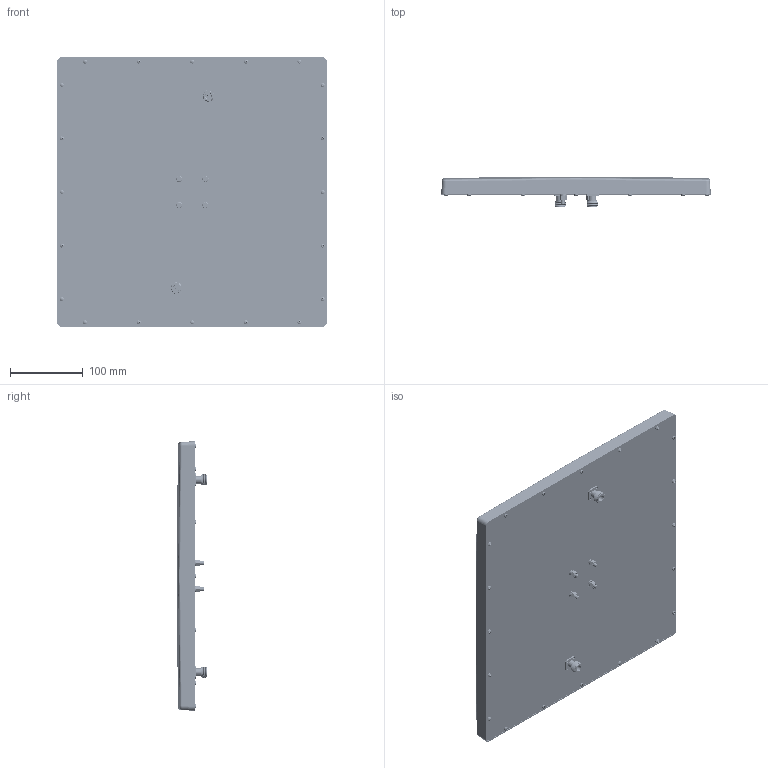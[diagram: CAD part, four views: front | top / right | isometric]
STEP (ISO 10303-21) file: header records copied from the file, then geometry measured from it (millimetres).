
FILE_DESCRIPTION (( 'STEP AP214' ), '1' );
FILE_NAME ('HG4958-23DP_3D.step', '2023-03-01T23:51:44', ( '' ), ( '' ), 'SwSTEP 2.0', 'SolidWorks 2022', '' );
FILE_SCHEMA (( 'AUTOMOTIVE_DESIGN' ));
Length unit declared in the file: inch
Products named in the file (11): HG4958-23DP_3D; ÍâÕÖ; fmcr tapping screws-scrape point a gb_GB_CROSS_SCREWS_TYPE143 ST2.9X10-S; plain washers--product grade c gb_GB_FASTENER_WASHER_SMWC 5; µ×°åÑ¹¶¤; µ×°å; spring lock washers--normal type gb_GB_FASTENER_WASHER_SW 5; hexagon nuts grade c gb_GB_FASTENER_NUT_SNC1 M5-S; LABEL ILS-100-02; AN-141025N-KFB·½°å½ÓÍ·-2014; countersunk head rivets gb_GB_CONNECTING_PIECE_RIVET_FHR 5X15
Assembly tree (42 placements, depth 3):
  HG4958-23DP_3D
    ÍâÕÖ
    µ×°åÑ¹¶¤
      µ×°å
      countersunk head rivets gb_GB_CONNECTING_PIECE_RIVET_FHR 5X15  x4
    plain washers--product grade c gb_GB_FASTENER_WASHER_SMWC 5  x4
    spring lock washers--normal type gb_GB_FASTENER_WASHER_SW 5  x4
    hexagon nuts grade c gb_GB_FASTENER_NUT_SNC1 M5-S  x4
    fmcr tapping screws-scrape point a gb_GB_CROSS_SCREWS_TYPE143 ST2.9X10-S  x20
    AN-141025N-KFB·½°å½ÓÍ·-2014  x2
    LABEL ILS-100-02
Bounding box: 370 x 41.7 x 370 mm (x, y, z)
Volume: 649678.7 mm3; surface area: 674377.5 mm2
Topology: 41 solids, 41 shells, 4658 faces, 12090 edges, 7552 vertices
Faces by surface type: cone 2350, cylinder 1484, plane 618, bspline 206
Entity records: 32727 total; most frequent: CARTESIAN_POINT 10982, ORIENTED_EDGE 4606, DIRECTION 4278, EDGE_CURVE 2303, AXIS2_PLACEMENT_3D 1671, VERTEX_POINT 1476, EDGE_LOOP 989, LINE 936
